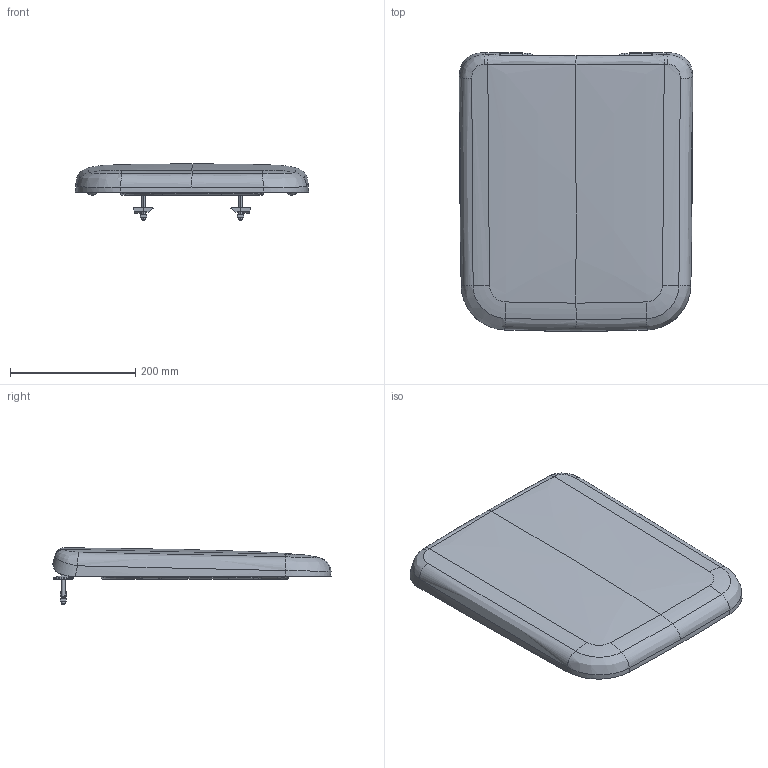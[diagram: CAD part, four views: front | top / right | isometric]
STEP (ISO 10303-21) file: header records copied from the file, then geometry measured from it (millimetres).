
FILE_DESCRIPTION(/* description */ (''),/* implementation_level */ '2;1');
FILE_NAME(/* name */ '8M76S1_WCS_Kommuniktations-Modell.stp',/* time_stamp */ '2025-05-27T08:14:17+02:00',/* author */ (''),/* organization */ (''),/* preprocessor_version */ 'ST-DEVELOPER v18.1',/* originating_system */ 'SIEMENS PLM Software NX 1973',/* authorisation */ '');
FILE_SCHEMA (('AUTOMOTIVE_DESIGN { 1 0 10303 214 3 1 1 1 }'));
Products named in the file (1): Muel3A00D1EDwkmq
Bounding box: 372.57 x 444.94 x 90.39 mm (x, y, z)
Volume: 1693110.9 mm3; surface area: 641881.7 mm2
Topology: 14 solids, 14 shells, 664 faces, 1584 edges, 944 vertices
Faces by surface type: bspline 256, cylinder 132, plane 126, cone 74, torus 54, sphere 16, revolution 4, extrusion 2
Entity records: 72225 total; most frequent: CARTESIAN_POINT 58462, ORIENTED_EDGE 3140, DIRECTION 2489, EDGE_CURVE 1570, AXIS2_PLACEMENT_3D 1038, VERTEX_POINT 943, EDGE_LOOP 691, ADVANCED_FACE 664
